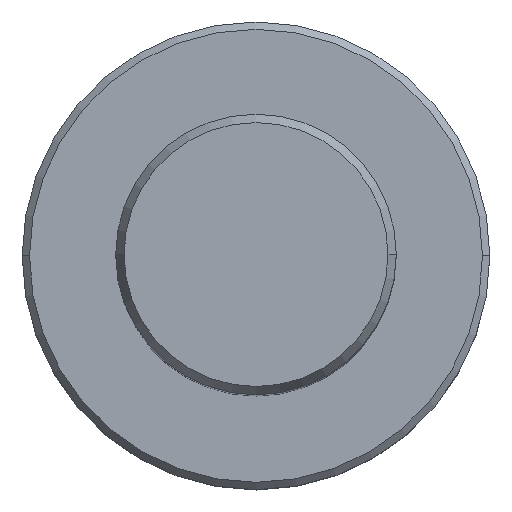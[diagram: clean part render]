
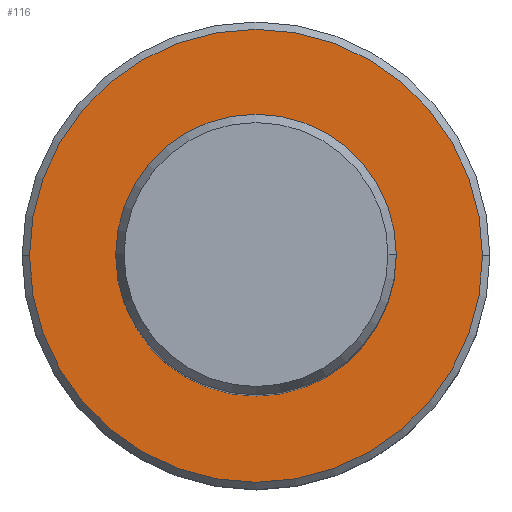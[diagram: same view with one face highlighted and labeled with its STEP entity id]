
A CAD part, top view. The second image highlights one B-rep face of the part: STEP entity #116.
In plain terms, the highlighted planar face has unit normal (0, 0, 1).
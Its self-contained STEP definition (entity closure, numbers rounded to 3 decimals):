
#28=FACE_BOUND('',#243,.T.);
#29=FACE_BOUND('',#244,.T.);
#39=PLANE('',#1003);
#116=ADVANCED_FACE('',(#28,#29),#39,.F.);
#243=EDGE_LOOP('',(#414,#415));
#244=EDGE_LOOP('',(#416,#417));
#414=ORIENTED_EDGE('',*,*,#591,.T.);
#415=ORIENTED_EDGE('',*,*,#593,.F.);
#416=ORIENTED_EDGE('',*,*,#594,.T.);
#417=ORIENTED_EDGE('',*,*,#595,.F.);
#500=VERTEX_POINT('',#1660);
#501=VERTEX_POINT('',#1662);
#502=VERTEX_POINT('',#1668);
#503=VERTEX_POINT('',#1669);
#591=EDGE_CURVE('',#501,#500,#683,.T.);
#593=EDGE_CURVE('',#501,#500,#684,.T.);
#594=EDGE_CURVE('',#502,#503,#685,.T.);
#595=EDGE_CURVE('',#502,#503,#686,.T.);
#683=CIRCLE('',#997,15.375);
#684=CIRCLE('',#999,15.375);
#685=CIRCLE('',#1001,9.025);
#686=CIRCLE('',#1002,9.025);
#997=AXIS2_PLACEMENT_3D('',#1661,#1257,#1258);
#999=AXIS2_PLACEMENT_3D('',#1665,#1262,#1263);
#1001=AXIS2_PLACEMENT_3D('',#1667,#1266,#1267);
#1002=AXIS2_PLACEMENT_3D('',#1670,#1268,#1269);
#1003=AXIS2_PLACEMENT_3D('',#1671,#1270,#1271);
#1257=DIRECTION('',(0.,0.,1.));
#1258=DIRECTION('',(-1.,0.,0.));
#1262=DIRECTION('',(0.,0.,-1.));
#1263=DIRECTION('',(-1.,0.,0.));
#1266=DIRECTION('',(0.,0.,-1.));
#1267=DIRECTION('',(-1.,0.,0.));
#1268=DIRECTION('',(0.,0.,1.));
#1269=DIRECTION('',(-1.,0.,0.));
#1270=DIRECTION('',(0.,0.,-1.));
#1271=DIRECTION('',(-1.,0.,0.));
#1660=CARTESIAN_POINT('',(15.375,0.,0.));
#1661=CARTESIAN_POINT('',(0.,0.,0.));
#1662=CARTESIAN_POINT('',(-15.375,0.,0.));
#1665=CARTESIAN_POINT('',(0.,0.,0.));
#1667=CARTESIAN_POINT('',(0.,0.,0.));
#1668=CARTESIAN_POINT('',(-9.025,0.,0.));
#1669=CARTESIAN_POINT('',(9.025,0.,0.));
#1670=CARTESIAN_POINT('',(0.,0.,0.));
#1671=CARTESIAN_POINT('',(0.,0.,0.));
